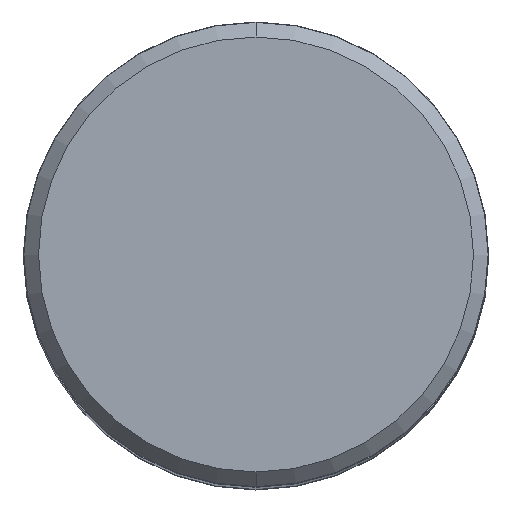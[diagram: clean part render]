
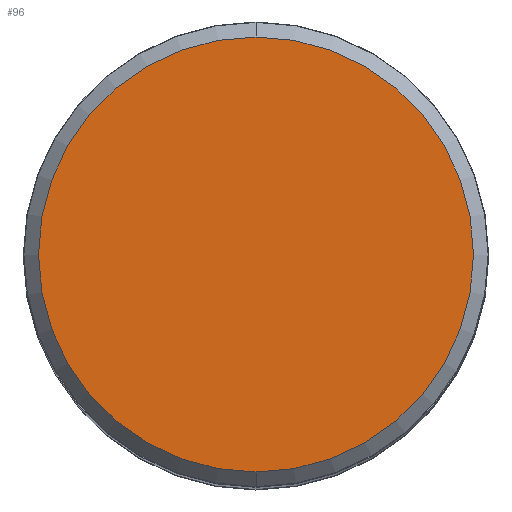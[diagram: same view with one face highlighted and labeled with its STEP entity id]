
A CAD part, top view. The second image highlights one B-rep face of the part: STEP entity #96.
In plain terms, the highlighted planar face has unit normal (0, 0, 1).
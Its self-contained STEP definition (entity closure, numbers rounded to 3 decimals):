
#57=PLANE('',#625);
#96=ADVANCED_FACE('',(#125),#57,.T.);
#125=FACE_OUTER_BOUND('',#154,.T.);
#154=EDGE_LOOP('',(#262,#263));
#262=ORIENTED_EDGE('',*,*,#356,.F.);
#263=ORIENTED_EDGE('',*,*,#353,.F.);
#299=VERTEX_POINT('',#1139);
#300=VERTEX_POINT('',#1140);
#353=EDGE_CURVE('',#299,#300,#402,.T.);
#356=EDGE_CURVE('',#300,#299,#403,.T.);
#402=CIRCLE('',#621,14.84);
#403=CIRCLE('',#623,14.84);
#621=AXIS2_PLACEMENT_3D('',#1138,#784,#785);
#623=AXIS2_PLACEMENT_3D('',#1144,#790,#791);
#625=AXIS2_PLACEMENT_3D('',#1146,#794,#795);
#784=DIRECTION('',(0.,0.,-1.));
#785=DIRECTION('',(0.,-1.,0.));
#790=DIRECTION('',(0.,0.,-1.));
#791=DIRECTION('',(0.,1.,0.));
#794=DIRECTION('',(0.,0.,1.));
#795=DIRECTION('',(0.,-1.,0.));
#1138=CARTESIAN_POINT('',(0.,0.,0.));
#1139=CARTESIAN_POINT('',(0.,-14.84,0.));
#1140=CARTESIAN_POINT('',(0.,14.84,0.));
#1144=CARTESIAN_POINT('',(0.,0.,0.));
#1146=CARTESIAN_POINT('',(0.,0.,0.));
